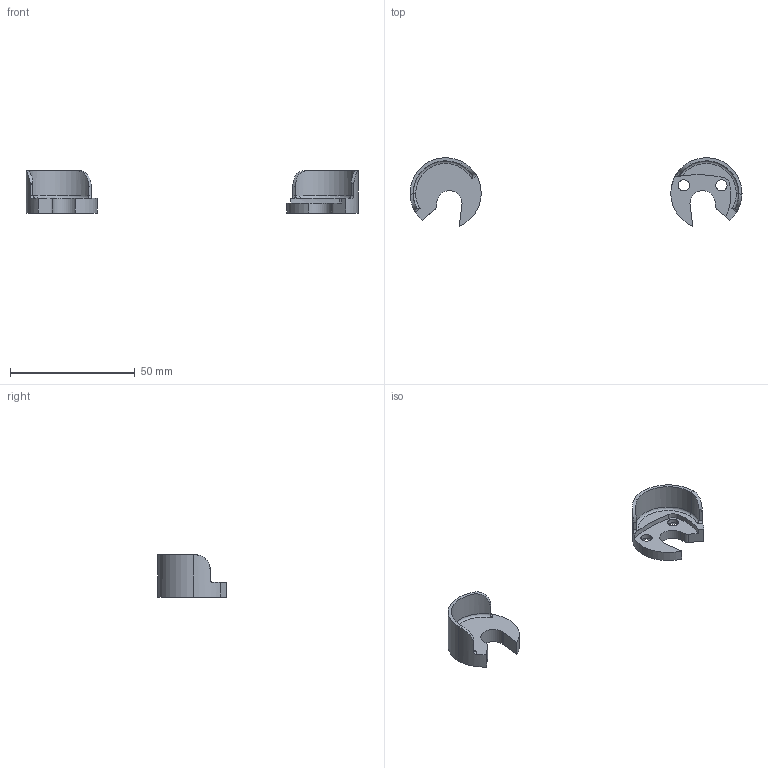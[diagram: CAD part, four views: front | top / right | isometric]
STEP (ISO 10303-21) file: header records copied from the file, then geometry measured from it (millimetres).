
FILE_DESCRIPTION (( 'STEP AP214' ), '1' );
FILE_NAME ('DR2023.STEP', '2015-10-30T19:33:47', ( 'JeffCAD' ), ( 'Microsoft' ), 'SwSTEP 2.0', 'SolidWorks 2015', '' );
FILE_SCHEMA (( 'AUTOMOTIVE_DESIGN' ));
Length unit declared in the file: millimetre
Products named in the file (3): DR2023R; DR2023L; DR2023
Assembly tree (2 placements, depth 2):
  DR2023
    DR2023L
    DR2023R
Bounding box: 133.2 x 27.51 x 17.02 mm (x, y, z)
Volume: 5719 mm3; surface area: 5151.4 mm2
Topology: 2 solids, 2 shells, 64 faces, 167 edges, 108 vertices
Faces by surface type: cylinder 37, plane 19, torus 4, cone 4
Entity records: 2297 total; most frequent: CARTESIAN_POINT 586, DIRECTION 355, ORIENTED_EDGE 334, EDGE_CURVE 167, AXIS2_PLACEMENT_3D 141, VERTEX_POINT 108, LINE 73, VECTOR 73
